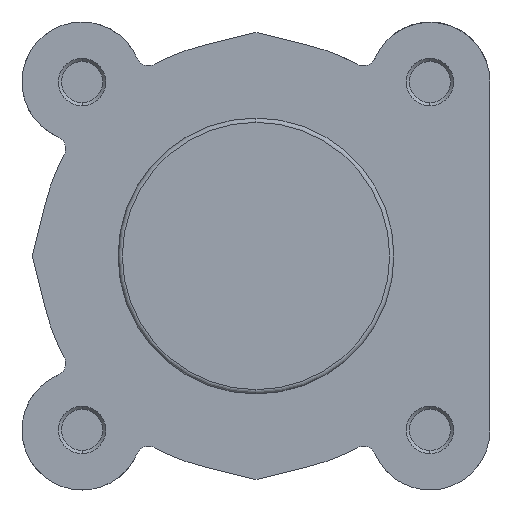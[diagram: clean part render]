
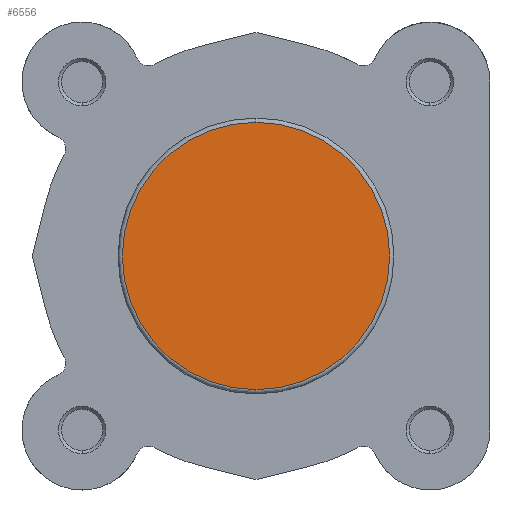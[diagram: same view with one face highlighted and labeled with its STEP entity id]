
A CAD part, left-side view. The second image highlights one B-rep face of the part: STEP entity #6556.
In plain terms, the highlighted planar face has unit normal (-1, 0, 0).
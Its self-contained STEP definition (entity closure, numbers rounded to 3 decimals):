
#570 = CIRCLE ( 'NONE', #3168, 21.7 ) ;
#1251 = VERTEX_POINT ( 'NONE', #2214 ) ;
#1252 = VERTEX_POINT ( 'NONE', #2215 ) ;
#2214 = CARTESIAN_POINT ( 'NONE',  ( 0., 0., 21.7 ) ) ;
#2215 = CARTESIAN_POINT ( 'NONE',  ( 0., 0., -21.7 ) ) ;
#2926 = AXIS2_PLACEMENT_3D ( 'NONE', #5371, #5374, #5375 ) ;
#3042 = AXIS2_PLACEMENT_3D ( 'NONE', #5871, #5877, #5878 ) ;
#3168 = AXIS2_PLACEMENT_3D ( 'NONE', #6475, #6482, #6483 ) ;
#3321 = ORIENTED_EDGE ( 'NONE', *, *, #6957, .T. ) ;
#3329 = ORIENTED_EDGE ( 'NONE', *, *, #7187, .T. ) ;
#4285 = EDGE_LOOP ( 'NONE', ( #3321, #3329 ) ) ;
#4732 = FACE_OUTER_BOUND ( 'NONE', #4285, .T. ) ;
#5018 = CIRCLE ( 'NONE', #3042, 21.7 ) ;
#5371 = CARTESIAN_POINT ( 'NONE',  ( 0., 22.4, 0. ) ) ;
#5372 = PLANE ( 'NONE',  #2926 ) ;
#5374 = DIRECTION ( 'NONE',  ( 1., 0., 0. ) ) ;
#5375 = DIRECTION ( 'NONE',  ( 0., 0., -1. ) ) ;
#5871 = CARTESIAN_POINT ( 'NONE',  ( 0., 0., 0. ) ) ;
#5877 = DIRECTION ( 'NONE',  ( -1., 0., 0. ) ) ;
#5878 = DIRECTION ( 'NONE',  ( 0., 0., -1. ) ) ;
#6475 = CARTESIAN_POINT ( 'NONE',  ( 0., 0., 0. ) ) ;
#6482 = DIRECTION ( 'NONE',  ( -1., 0., 0. ) ) ;
#6483 = DIRECTION ( 'NONE',  ( 0., 0., -1. ) ) ;
#6556 = ADVANCED_FACE ( 'NONE', ( #4732 ), #5372, .F. ) ;
#6957 = EDGE_CURVE ( 'NONE', #1252, #1251, #5018, .T. ) ;
#7187 = EDGE_CURVE ( 'NONE', #1251, #1252, #570, .T. ) ;
